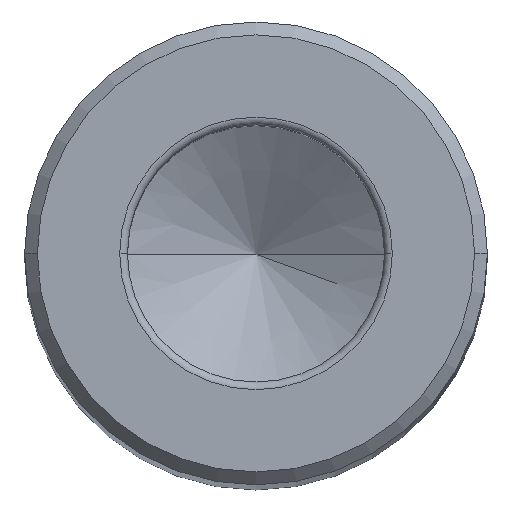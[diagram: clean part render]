
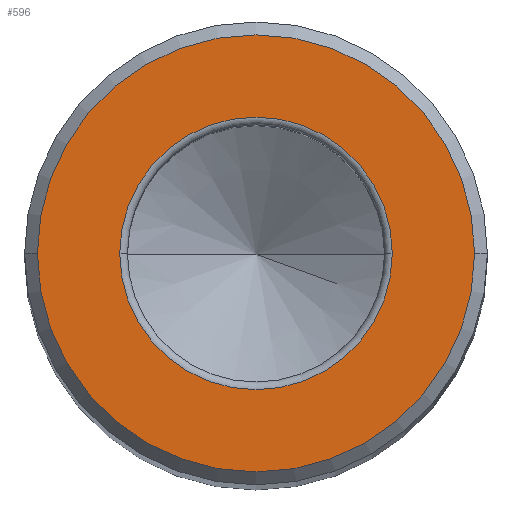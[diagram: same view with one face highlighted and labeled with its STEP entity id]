
A CAD part, top view. The second image highlights one B-rep face of the part: STEP entity #596.
In plain terms, the highlighted planar face has unit normal (0, 0, 1).
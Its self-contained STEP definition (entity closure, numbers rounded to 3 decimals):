
#15 = DIRECTION ( 'NONE',  ( 0., 0., 1. ) ) ;
#80 = ORIENTED_EDGE ( 'NONE', *, *, #562, .T. ) ;
#104 = FACE_OUTER_BOUND ( 'NONE', #371, .T. ) ;
#114 = AXIS2_PLACEMENT_3D ( 'NONE', #160, #196, #510 ) ;
#122 = EDGE_CURVE ( 'NONE', #241, #145, #350, .T. ) ;
#136 = EDGE_CURVE ( 'NONE', #583, #377, #184, .T. ) ;
#141 = AXIS2_PLACEMENT_3D ( 'NONE', #374, #503, #506 ) ;
#145 = VERTEX_POINT ( 'NONE', #555 ) ;
#148 = CARTESIAN_POINT ( 'NONE',  ( -5.3, 0., 0. ) ) ;
#160 = CARTESIAN_POINT ( 'NONE',  ( 0., 0., 0. ) ) ;
#165 = DIRECTION ( 'NONE',  ( 1., 0., 0. ) ) ;
#184 = CIRCLE ( 'NONE', #141, 5.3 ) ;
#196 = DIRECTION ( 'NONE',  ( 0., 0., -1. ) ) ;
#203 = DIRECTION ( 'NONE',  ( 0., 0., 1. ) ) ;
#210 = ORIENTED_EDGE ( 'NONE', *, *, #122, .T. ) ;
#228 = ORIENTED_EDGE ( 'NONE', *, *, #136, .T. ) ;
#241 = VERTEX_POINT ( 'NONE', #279 ) ;
#262 = CIRCLE ( 'NONE', #114, 5.3 ) ;
#279 = CARTESIAN_POINT ( 'NONE',  ( -8.5, 0., 0. ) ) ;
#285 = CIRCLE ( 'NONE', #370, 8.5 ) ;
#289 = DIRECTION ( 'NONE',  ( 1., 0., 0. ) ) ;
#293 = CARTESIAN_POINT ( 'NONE',  ( 5.3, 0., 0. ) ) ;
#350 = CIRCLE ( 'NONE', #472, 8.5 ) ;
#354 = EDGE_CURVE ( 'NONE', #145, #241, #285, .T. ) ;
#355 = FACE_BOUND ( 'NONE', #431, .T. ) ;
#365 = PLANE ( 'NONE',  #394 ) ;
#370 = AXIS2_PLACEMENT_3D ( 'NONE', #637, #492, #289 ) ;
#371 = EDGE_LOOP ( 'NONE', ( #210, #515 ) ) ;
#374 = CARTESIAN_POINT ( 'NONE',  ( 0., 0., 0. ) ) ;
#377 = VERTEX_POINT ( 'NONE', #293 ) ;
#394 = AXIS2_PLACEMENT_3D ( 'NONE', #600, #15, #604 ) ;
#431 = EDGE_LOOP ( 'NONE', ( #80, #228 ) ) ;
#472 = AXIS2_PLACEMENT_3D ( 'NONE', #614, #203, #165 ) ;
#492 = DIRECTION ( 'NONE',  ( 0., 0., 1. ) ) ;
#503 = DIRECTION ( 'NONE',  ( 0., 0., -1. ) ) ;
#506 = DIRECTION ( 'NONE',  ( 1., 0., 0. ) ) ;
#510 = DIRECTION ( 'NONE',  ( 1., 0., 0. ) ) ;
#515 = ORIENTED_EDGE ( 'NONE', *, *, #354, .T. ) ;
#555 = CARTESIAN_POINT ( 'NONE',  ( 8.5, 0., 0. ) ) ;
#562 = EDGE_CURVE ( 'NONE', #377, #583, #262, .T. ) ;
#583 = VERTEX_POINT ( 'NONE', #148 ) ;
#596 = ADVANCED_FACE ( 'NONE', ( #355, #104 ), #365, .T. ) ;
#600 = CARTESIAN_POINT ( 'NONE',  ( 0., 0., 0. ) ) ;
#604 = DIRECTION ( 'NONE',  ( 1., 0., 0. ) ) ;
#614 = CARTESIAN_POINT ( 'NONE',  ( 0., 0., 0. ) ) ;
#637 = CARTESIAN_POINT ( 'NONE',  ( 0., 0., 0. ) ) ;
